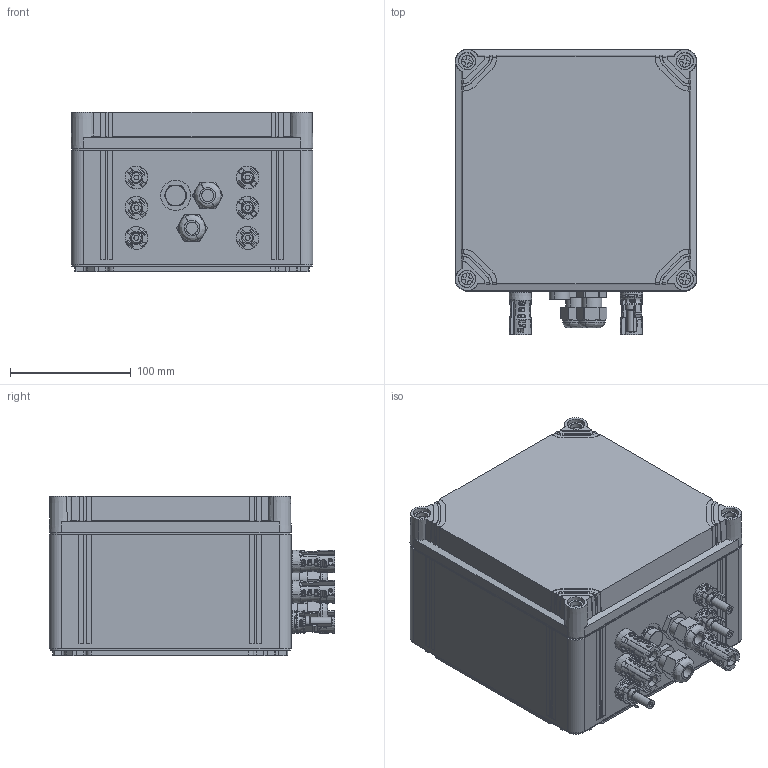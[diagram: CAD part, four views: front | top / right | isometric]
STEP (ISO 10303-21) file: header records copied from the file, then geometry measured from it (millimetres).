
FILE_DESCRIPTION(('CATIA V5 STEP Exchange','CAx-IF Rec.Pracs.--- Model Styling and Organization---1.4--- 2014-01-23'),'2;1');
FILE_NAME ('D1574397_0', '2023-05-16T08:53:35+00:00', ('none'), ('Weidmueller'), 'CATIA Version 5-6 Release 2016 SP3 HF44', 'CATIA V5 STEP AP214', 'none');
FILE_SCHEMA(('AUTOMOTIVE_DESIGN { 1 0 10303 214 1 1 1 1 }'));
Products named in the file (1): S3D_PVN1_MINI_WM4C
Bounding box: 200 x 236.03 x 132 mm (x, y, z)
Volume: 5083587.6 mm3; surface area: 324887.3 mm2
Topology: 15 solids, 15 shells, 2007 faces, 6051 edges, 4176 vertices
Faces by surface type: plane 914, cylinder 655, extrusion 237, bspline 103, torus 58, cone 40
Entity records: 88749 total; most frequent: CARTESIAN_POINT 38514, ORIENTED_EDGE 12098, DIRECTION 6440, EDGE_CURVE 6049, VERTEX_POINT 4176, VECTOR 3029, LINE 2792, AXIS2_PLACEMENT_3D 2342
